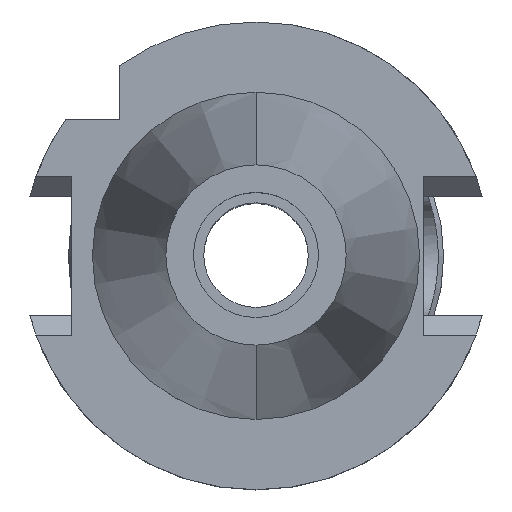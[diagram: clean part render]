
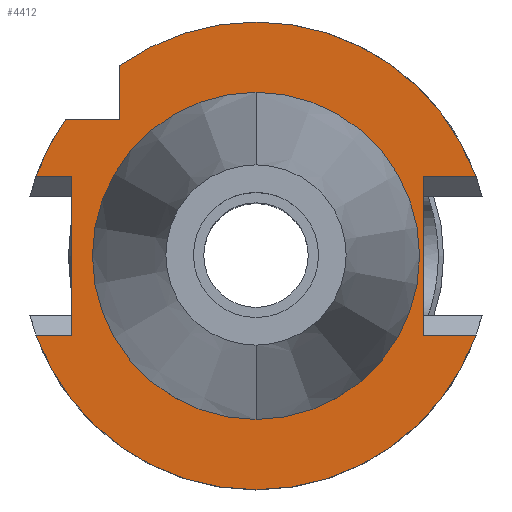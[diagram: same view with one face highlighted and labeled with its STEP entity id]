
A CAD part, top view. The second image highlights one B-rep face of the part: STEP entity #4412.
In plain terms, the highlighted planar face has unit normal (0, 0, 1).
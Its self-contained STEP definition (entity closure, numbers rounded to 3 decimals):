
#1594=DIRECTION('',(0.,-1.,0.));
#1595=VECTOR('',#1594,7.334);
#1596=CARTESIAN_POINT('',(-18.5,25.834,-1.));
#1597=LINE('',#1596,#1595);
#1776=CARTESIAN_POINT('',(29.901,10.75,-1.));
#1788=DIRECTION('',(1.,0.,0.));
#1789=VECTOR('',#1788,7.201);
#1790=CARTESIAN_POINT('',(22.7,10.75,-1.));
#1791=LINE('',#1790,#1789);
#1839=CARTESIAN_POINT('',(0.,0.,-1.));
#1840=DIRECTION('',(0.,0.,-1.));
#1841=DIRECTION('',(-0.582,0.813,0.));
#1842=AXIS2_PLACEMENT_3D('',#1839,#1840,#1841);
#1847=CARTESIAN_POINT('',(0.,0.,-1.));
#1848=DIRECTION('',(0.,0.,-1.));
#1849=DIRECTION('',(0.,1.,0.));
#1850=AXIS2_PLACEMENT_3D('',#1847,#1848,#1849);
#1855=DIRECTION('',(0.,-1.,0.));
#1856=VECTOR('',#1855,21.5);
#1857=CARTESIAN_POINT('',(22.7,10.75,-1.));
#1858=LINE('',#1857,#1856);
#1862=DIRECTION('',(1.,0.,0.));
#1863=VECTOR('',#1862,7.201);
#1864=CARTESIAN_POINT('',(22.7,-10.75,-1.));
#1865=LINE('',#1864,#1863);
#1869=CARTESIAN_POINT('',(0.,0.,-1.));
#1870=DIRECTION('',(0.,0.,-1.));
#1871=DIRECTION('',(0.941,-0.338,0.));
#1872=AXIS2_PLACEMENT_3D('',#1869,#1870,#1871);
#1877=CARTESIAN_POINT('',(0.,0.,-1.));
#1878=DIRECTION('',(0.,0.,-1.));
#1879=DIRECTION('',(0.,-1.,0.));
#1880=AXIS2_PLACEMENT_3D('',#1877,#1878,#1879);
#1885=DIRECTION('',(-1.,0.,0.));
#1886=VECTOR('',#1885,4.901);
#1887=CARTESIAN_POINT('',(-25.,10.75,-1.));
#1888=LINE('',#1887,#1886);
#1892=CARTESIAN_POINT('',(0.,0.,-1.));
#1893=DIRECTION('',(0.,0.,-1.));
#1894=DIRECTION('',(-0.941,0.338,0.));
#1895=AXIS2_PLACEMENT_3D('',#1892,#1893,#1894);
#1900=CARTESIAN_POINT('',(0.,0.,-1.));
#1901=DIRECTION('',(0.,0.,1.));
#1902=DIRECTION('',(0.,-1.,0.));
#1903=AXIS2_PLACEMENT_3D('',#1900,#1901,#1902);
#1908=CARTESIAN_POINT('',(0.,0.,-1.));
#1909=DIRECTION('',(0.,0.,1.));
#1910=DIRECTION('',(0.,1.,0.));
#1911=AXIS2_PLACEMENT_3D('',#1908,#1909,#1910);
#1919=CARTESIAN_POINT('',(-29.901,-10.75,-1.));
#1953=DIRECTION('',(-1.,0.,0.));
#1954=VECTOR('',#1953,4.901);
#1955=CARTESIAN_POINT('',(-25.,-10.75,-1.));
#1956=LINE('',#1955,#1954);
#1991=DIRECTION('',(0.,-1.,0.));
#1992=VECTOR('',#1991,21.5);
#1993=CARTESIAN_POINT('',(-25.,10.75,-1.));
#1994=LINE('',#1993,#1992);
#2064=DIRECTION('',(-1.,0.,0.));
#2065=VECTOR('',#2064,7.334);
#2066=CARTESIAN_POINT('',(-18.5,18.5,-1.));
#2067=LINE('',#2066,#2065);
#3023=CARTESIAN_POINT('',(-18.5,25.834,-1.));
#3024=VERTEX_POINT('',#3023);
#3025=CARTESIAN_POINT('',(-18.5,18.5,-1.));
#3026=VERTEX_POINT('',#3025);
#3052=CARTESIAN_POINT('',(-25.,10.75,-1.));
#3053=VERTEX_POINT('',#3052);
#3054=CARTESIAN_POINT('',(-25.,-10.75,-1.));
#3055=VERTEX_POINT('',#3054);
#3094=VERTEX_POINT('',#1919);
#3095=CARTESIAN_POINT('',(0.,-31.775,-1.));
#3096=VERTEX_POINT('',#3095);
#3097=CARTESIAN_POINT('',(29.901,-10.75,-1.));
#3098=VERTEX_POINT('',#3097);
#3099=VERTEX_POINT('',#1776);
#3100=CARTESIAN_POINT('',(0.,31.775,-1.));
#3101=VERTEX_POINT('',#3100);
#3102=CARTESIAN_POINT('',(-25.834,18.5,-1.));
#3103=VERTEX_POINT('',#3102);
#3104=CARTESIAN_POINT('',(-29.901,10.75,-1.));
#3105=VERTEX_POINT('',#3104);
#3106=CARTESIAN_POINT('',(22.7,10.75,-1.));
#3107=VERTEX_POINT('',#3106);
#3108=CARTESIAN_POINT('',(22.7,-10.75,-1.));
#3109=VERTEX_POINT('',#3108);
#3110=CARTESIAN_POINT('',(0.,-22.225,-1.));
#3111=CARTESIAN_POINT('',(0.,22.225,-1.));
#3112=VERTEX_POINT('',#3110);
#3113=VERTEX_POINT('',#3111);
#4378=CARTESIAN_POINT('',(0.,0.,-1.));
#4379=DIRECTION('',(0.,0.,-1.));
#4380=DIRECTION('',(0.,-1.,0.));
#4381=AXIS2_PLACEMENT_3D('',#4378,#4379,#4380);
#4382=PLANE('',#4381);
#4383=ORIENTED_EDGE('',*,*,#4226,.F.);
#4384=ORIENTED_EDGE('',*,*,#4342,.T.);
#4385=ORIENTED_EDGE('',*,*,#4340,.T.);
#4386=ORIENTED_EDGE('',*,*,#4356,.F.);
#4387=ORIENTED_EDGE('',*,*,#4366,.T.);
#4389=ORIENTED_EDGE('',*,*,#4388,.T.);
#4391=ORIENTED_EDGE('',*,*,#4390,.T.);
#4393=ORIENTED_EDGE('',*,*,#4392,.T.);
#4395=ORIENTED_EDGE('',*,*,#4394,.F.);
#4397=ORIENTED_EDGE('',*,*,#4396,.F.);
#4399=ORIENTED_EDGE('',*,*,#4398,.T.);
#4401=ORIENTED_EDGE('',*,*,#4400,.T.);
#4403=ORIENTED_EDGE('',*,*,#4402,.F.);
#4404=EDGE_LOOP('',(#4383,#4384,#4385,#4386,#4387,#4389,#4391,#4393,#4395,#4397,
#4399,#4401,#4403));
#4405=FACE_OUTER_BOUND('',#4404,.F.);
#4407=ORIENTED_EDGE('',*,*,#4406,.T.);
#4409=ORIENTED_EDGE('',*,*,#4408,.T.);
#4410=EDGE_LOOP('',(#4407,#4409));
#4411=FACE_BOUND('',#4410,.F.);
#1843=CIRCLE('',#1842,31.775);
#1851=CIRCLE('',#1850,31.775);
#1873=CIRCLE('',#1872,31.775);
#1881=CIRCLE('',#1880,31.775);
#1896=CIRCLE('',#1895,31.775);
#1904=CIRCLE('',#1903,22.225);
#1912=CIRCLE('',#1911,22.225);
#4226=EDGE_CURVE('',#3024,#3026,#1597,.T.);
#4340=EDGE_CURVE('',#3101,#3099,#1851,.T.);
#4342=EDGE_CURVE('',#3024,#3101,#1843,.T.);
#4356=EDGE_CURVE('',#3107,#3099,#1791,.T.);
#4366=EDGE_CURVE('',#3107,#3109,#1858,.T.);
#4388=EDGE_CURVE('',#3109,#3098,#1865,.T.);
#4390=EDGE_CURVE('',#3098,#3096,#1873,.T.);
#4392=EDGE_CURVE('',#3096,#3094,#1881,.T.);
#4394=EDGE_CURVE('',#3055,#3094,#1956,.T.);
#4396=EDGE_CURVE('',#3053,#3055,#1994,.T.);
#4398=EDGE_CURVE('',#3053,#3105,#1888,.T.);
#4400=EDGE_CURVE('',#3105,#3103,#1896,.T.);
#4402=EDGE_CURVE('',#3026,#3103,#2067,.T.);
#4406=EDGE_CURVE('',#3112,#3113,#1904,.T.);
#4408=EDGE_CURVE('',#3113,#3112,#1912,.T.);
#4412=ADVANCED_FACE('',(#4405,#4411),#4382,.F.);
